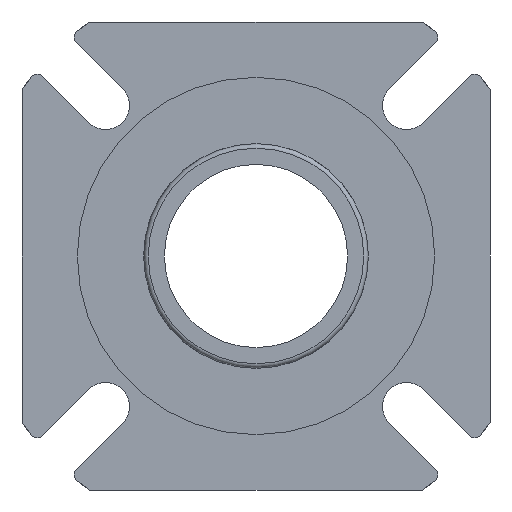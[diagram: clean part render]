
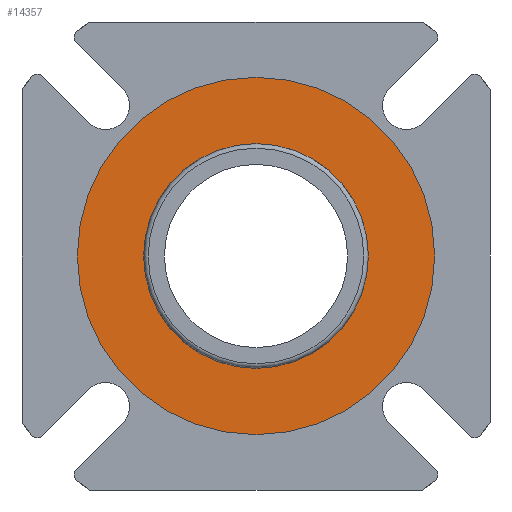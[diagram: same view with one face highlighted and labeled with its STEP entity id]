
A CAD part, left-side view. The second image highlights one B-rep face of the part: STEP entity #14357.
In plain terms, the highlighted planar face has unit normal (-1, 0, 0).
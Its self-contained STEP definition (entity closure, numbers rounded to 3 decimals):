
#3019=PLANE('',#15797);
#7247=ORIENTED_EDGE('',*,*,#9377,.T.);
#7248=ORIENTED_EDGE('',*,*,#9376,.T.);
#9376=EDGE_CURVE('',#10719,#10719,#11397,.T.);
#9377=EDGE_CURVE('',#10720,#10720,#11398,.T.);
#10719=VERTEX_POINT('',#27319);
#10720=VERTEX_POINT('',#27322);
#11397=CIRCLE('',#15796,65.);
#11398=CIRCLE('',#15798,40.899);
#12305=EDGE_LOOP('',(#7247));
#12306=EDGE_LOOP('',(#7248));
#13222=FACE_BOUND('',#12305,.T.);
#13223=FACE_BOUND('',#12306,.T.);
#14357=ADVANCED_FACE('',(#13222,#13223),#3019,.F.);
#15796=AXIS2_PLACEMENT_3D('',#27318,#19655,#19656);
#15797=AXIS2_PLACEMENT_3D('',#27320,#19657,#19658);
#15798=AXIS2_PLACEMENT_3D('',#27321,#19659,#19660);
#19655=DIRECTION('',(-1.,0.,0.));
#19656=DIRECTION('',(0.,0.,1.));
#19657=DIRECTION('',(1.,0.,0.));
#19658=DIRECTION('',(0.,0.,-1.));
#19659=DIRECTION('',(1.,0.,0.));
#19660=DIRECTION('',(0.,0.,-1.));
#27318=CARTESIAN_POINT('',(-14.051,0.,0.));
#27319=CARTESIAN_POINT('',(-14.051,0.,65.));
#27320=CARTESIAN_POINT('',(-14.051,0.,65.));
#27321=CARTESIAN_POINT('',(-14.051,0.,0.));
#27322=CARTESIAN_POINT('',(-14.051,0.,-40.899));
